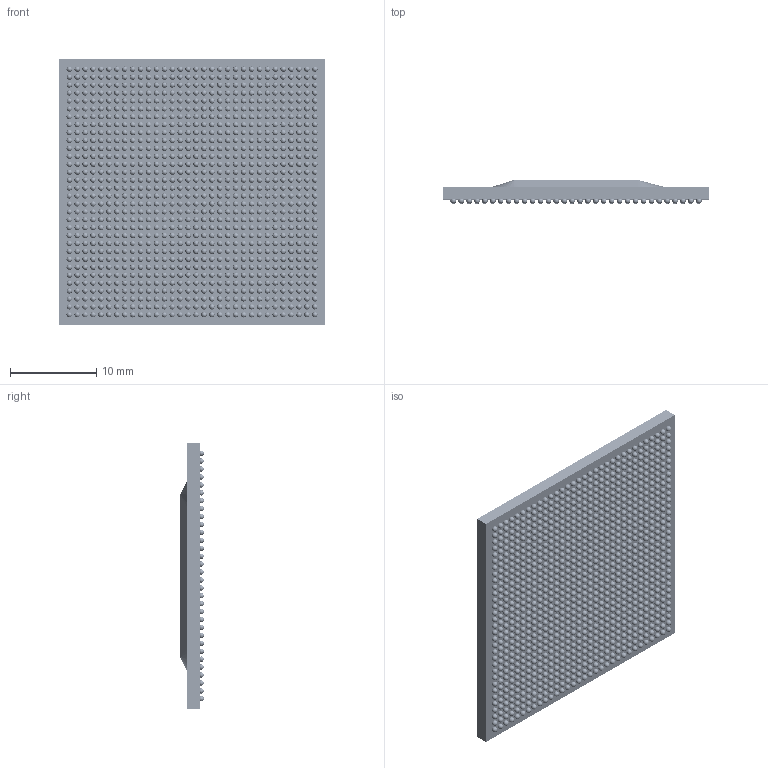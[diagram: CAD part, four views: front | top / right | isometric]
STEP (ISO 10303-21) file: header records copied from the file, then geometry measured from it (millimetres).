
FILE_DESCRIPTION((''),'2;1');
FILE_NAME('00_OBG0327_NBVB1024_ASM','2021-06-18T',('Administrator'),(''),'PRO/ENGINEER BY PARAMETRIC TECHNOLOGY CORPORATION, 2017170','PRO/ENGINEER BY PARAMETRIC TECHNOLOGY CORPORATION, 2017170','');
FILE_SCHEMA(('CONFIG_CONTROL_DESIGN'));
Length unit declared in the file: millimetre
Products named in the file (5): SUBSTRATE_1; DIE; BGA; BGA_ASSY_ASM; 00_OBG0327_NBVB1024_ASM
Assembly tree (1027 placements, depth 3):
  00_OBG0327_NBVB1024_ASM
    SUBSTRATE_1
    DIE
    BGA_ASSY_ASM
      BGA  x1024
Bounding box: 31 x 2.75 x 31 mm (x, y, z)
Volume: 1813.8 mm3; surface area: 4295 mm2
Topology: 1026 solids, 1026 shells, 2064 faces, 6180 edges, 2068 vertices
Faces by surface type: sphere 2048, plane 12, bspline 4
Entity records: 13156 total; most frequent: DIRECTION 4172, CARTESIAN_POINT 2369, AXIS2_PLACEMENT_3D 2072, PRODUCT_DEFINITION_SHAPE 1032, ITEM_DEFINED_TRANSFORMATION 1027, CONTEXT_DEPENDENT_SHAPE_REPRESENTATION 1027, NEXT_ASSEMBLY_USAGE_OCCURRENCE 1027, ORIENTED_EDGE 68
